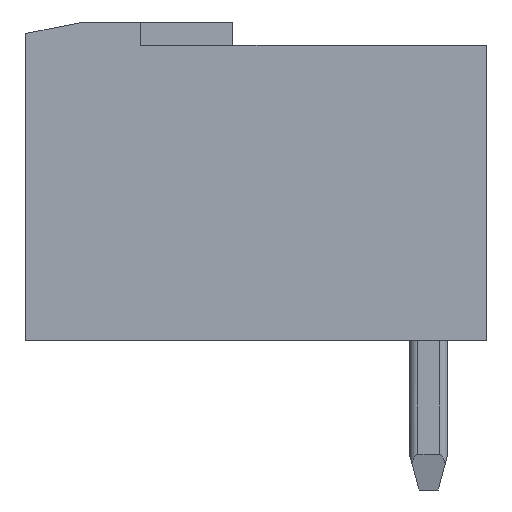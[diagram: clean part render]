
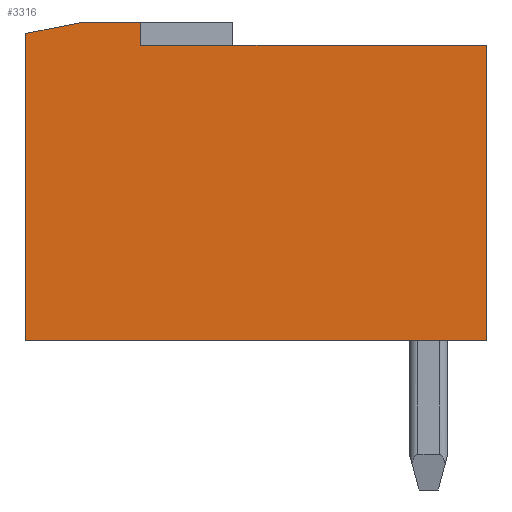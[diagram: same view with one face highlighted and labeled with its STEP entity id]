
A CAD part, left-side view. The second image highlights one B-rep face of the part: STEP entity #3316.
In plain terms, the highlighted planar face has unit normal (-1, 0, 0).
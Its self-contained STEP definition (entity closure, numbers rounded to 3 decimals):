
#3232=CARTESIAN_POINT('',(0.,6.,-4.15));
#3233=DIRECTION('',(0.,-1.,0.));
#3234=DIRECTION('',(-1.,0.,0.));
#3235=AXIS2_PLACEMENT_3D('',#3232,#3234,#3233);
#3236=PLANE('',#3235);
#3237=CARTESIAN_POINT('',(0.,9.,-0.6));
#3238=VERTEX_POINT('',#3237);
#3239=CARTESIAN_POINT('',(0.,9.,0.));
#3240=VERTEX_POINT('',#3239);
#3241=CARTESIAN_POINT('',(0.,9.,-0.6));
#3242=CARTESIAN_POINT('',(0.,9.,-0.48));
#3243=CARTESIAN_POINT('',(0.,9.,-0.36));
#3244=CARTESIAN_POINT('',(0.,9.,-0.24));
#3245=CARTESIAN_POINT('',(0.,9.,-0.12));
#3246=CARTESIAN_POINT('',(0.,9.,0.));
#3247=B_SPLINE_CURVE_WITH_KNOTS('',5,(#3241,#3242,#3243,#3244,#3245,#3246),.UNSPECIFIED.,.F.,.U.,(6,6),(0.,0.6),.UNSPECIFIED.);
#3248=EDGE_CURVE('',#3238,#3240,#3247,.T.);
#3249=ORIENTED_EDGE('',*,*,#3248,.T.);
#3250=CARTESIAN_POINT('',(0.,10.5,0.));
#3251=VERTEX_POINT('',#3250);
#3252=CARTESIAN_POINT('',(0.,9.,0.));
#3253=CARTESIAN_POINT('',(0.,9.3,0.));
#3254=CARTESIAN_POINT('',(0.,9.6,0.));
#3255=CARTESIAN_POINT('',(0.,9.9,0.));
#3256=CARTESIAN_POINT('',(0.,10.2,0.));
#3257=CARTESIAN_POINT('',(0.,10.5,0.));
#3258=B_SPLINE_CURVE_WITH_KNOTS('',5,(#3252,#3253,#3254,#3255,#3256,#3257),.UNSPECIFIED.,.F.,.U.,(6,6),(0.,1.5),.UNSPECIFIED.);
#3259=EDGE_CURVE('',#3240,#3251,#3258,.T.);
#3260=ORIENTED_EDGE('',*,*,#3259,.T.);
#3261=CARTESIAN_POINT('',(0.,12.,-0.3));
#3262=VERTEX_POINT('',#3261);
#3263=CARTESIAN_POINT('',(0.,10.5,0.));
#3264=CARTESIAN_POINT('',(0.,10.8,-0.06));
#3265=CARTESIAN_POINT('',(0.,11.1,-0.12));
#3266=CARTESIAN_POINT('',(0.,11.4,-0.18));
#3267=CARTESIAN_POINT('',(0.,11.7,-0.24));
#3268=CARTESIAN_POINT('',(0.,12.,-0.3));
#3269=B_SPLINE_CURVE_WITH_KNOTS('',5,(#3263,#3264,#3265,#3266,#3267,#3268),.UNSPECIFIED.,.F.,.U.,(6,6),(0.,1.53),.UNSPECIFIED.);
#3270=EDGE_CURVE('',#3251,#3262,#3269,.T.);
#3271=ORIENTED_EDGE('',*,*,#3270,.T.);
#3272=CARTESIAN_POINT('',(0.,12.,-8.3));
#3273=VERTEX_POINT('',#3272);
#3274=CARTESIAN_POINT('',(0.,12.,-0.3));
#3275=CARTESIAN_POINT('',(0.,12.,-1.9));
#3276=CARTESIAN_POINT('',(0.,12.,-3.5));
#3277=CARTESIAN_POINT('',(0.,12.,-5.1));
#3278=CARTESIAN_POINT('',(0.,12.,-6.7));
#3279=CARTESIAN_POINT('',(0.,12.,-8.3));
#3280=B_SPLINE_CURVE_WITH_KNOTS('',5,(#3274,#3275,#3276,#3277,#3278,#3279),.UNSPECIFIED.,.F.,.U.,(6,6),(0.,8.),.UNSPECIFIED.);
#3281=EDGE_CURVE('',#3262,#3273,#3280,.T.);
#3282=ORIENTED_EDGE('',*,*,#3281,.T.);
#3283=CARTESIAN_POINT('',(0.,0.,-8.3));
#3284=VERTEX_POINT('',#3283);
#3285=CARTESIAN_POINT('',(0.,12.,-8.3));
#3286=CARTESIAN_POINT('',(0.,9.6,-8.3));
#3287=CARTESIAN_POINT('',(0.,7.2,-8.3));
#3288=CARTESIAN_POINT('',(0.,4.8,-8.3));
#3289=CARTESIAN_POINT('',(0.,2.4,-8.3));
#3290=CARTESIAN_POINT('',(0.,0.,-8.3));
#3291=B_SPLINE_CURVE_WITH_KNOTS('',5,(#3285,#3286,#3287,#3288,#3289,#3290),.UNSPECIFIED.,.F.,.U.,(6,6),(0.,12.),.UNSPECIFIED.);
#3292=EDGE_CURVE('',#3273,#3284,#3291,.T.);
#3293=ORIENTED_EDGE('',*,*,#3292,.T.);
#3294=CARTESIAN_POINT('',(0.,0.,-0.6));
#3295=VERTEX_POINT('',#3294);
#3296=CARTESIAN_POINT('',(0.,0.,-8.3));
#3297=CARTESIAN_POINT('',(0.,0.,-6.76));
#3298=CARTESIAN_POINT('',(0.,0.,-5.22));
#3299=CARTESIAN_POINT('',(0.,0.,-3.68));
#3300=CARTESIAN_POINT('',(0.,0.,-2.14));
#3301=CARTESIAN_POINT('',(0.,0.,-0.6));
#3302=B_SPLINE_CURVE_WITH_KNOTS('',5,(#3296,#3297,#3298,#3299,#3300,#3301),.UNSPECIFIED.,.F.,.U.,(6,6),(0.,7.7),.UNSPECIFIED.);
#3303=EDGE_CURVE('',#3284,#3295,#3302,.T.);
#3304=ORIENTED_EDGE('',*,*,#3303,.T.);
#3305=CARTESIAN_POINT('',(0.,0.,-0.6));
#3306=CARTESIAN_POINT('',(0.,1.8,-0.6));
#3307=CARTESIAN_POINT('',(0.,3.6,-0.6));
#3308=CARTESIAN_POINT('',(0.,5.4,-0.6));
#3309=CARTESIAN_POINT('',(0.,7.2,-0.6));
#3310=CARTESIAN_POINT('',(0.,9.,-0.6));
#3311=B_SPLINE_CURVE_WITH_KNOTS('',5,(#3305,#3306,#3307,#3308,#3309,#3310),.UNSPECIFIED.,.F.,.U.,(6,6),(0.,9.),.UNSPECIFIED.);
#3312=EDGE_CURVE('',#3295,#3238,#3311,.T.);
#3313=ORIENTED_EDGE('',*,*,#3312,.T.);
#3314=EDGE_LOOP('',(#3249,#3260,#3271,#3282,#3293,#3304,#3313));
#3315=FACE_OUTER_BOUND('',#3314,.T.);
#3316=ADVANCED_FACE('',(#3315),#3236,.T.);
